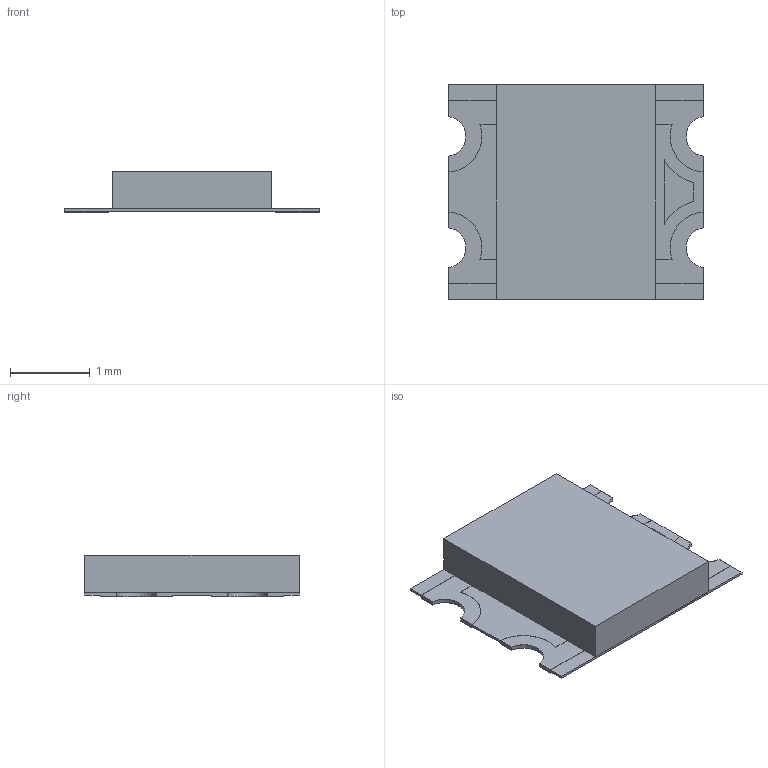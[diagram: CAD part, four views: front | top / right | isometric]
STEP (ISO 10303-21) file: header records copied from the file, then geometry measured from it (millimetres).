
FILE_DESCRIPTION(/* description */ (''),/* implementation_level */ '2;1');
FILE_NAME(/* name */ 'BI-1206 v5.step',/* time_stamp */ '2025-07-17T23:06:39-03:00',/* author */ (''),/* organization */ (''),/* preprocessor_version */ 'ST-DEVELOPER v20.1',/* originating_system */ 'Autodesk Translation Framework v14.10.0.0',/* authorisation */ '');
FILE_SCHEMA (('AUTOMOTIVE_DESIGN { 1 0 10303 214 3 1 1 }','INTEGRATED_CNC_SCHEMA'));
Length unit declared in the file: millimetre
Products named in the file (2): BI-1206; APB3227
Assembly tree (1 placements, depth 2):
  BI-1206
    APB3227
Bounding box: 3.2 x 2.7 x 0.52 mm (x, y, z)
Volume: 2.8 mm3; surface area: 35.3 mm2
Topology: 7 solids, 7 shells, 78 faces, 192 edges, 128 vertices
Faces by surface type: plane 64, cylinder 14
Entity records: 2432 total; most frequent: CARTESIAN_POINT 401, ORIENTED_EDGE 384, DIRECTION 382, EDGE_CURVE 192, LINE 164, VECTOR 164, VERTEX_POINT 128, AXIS2_PLACEMENT_3D 109
